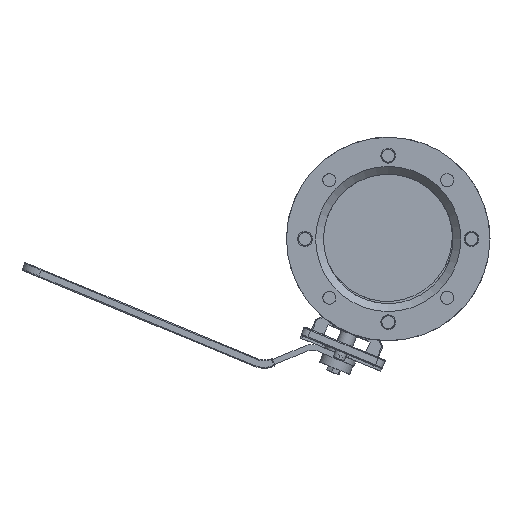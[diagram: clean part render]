
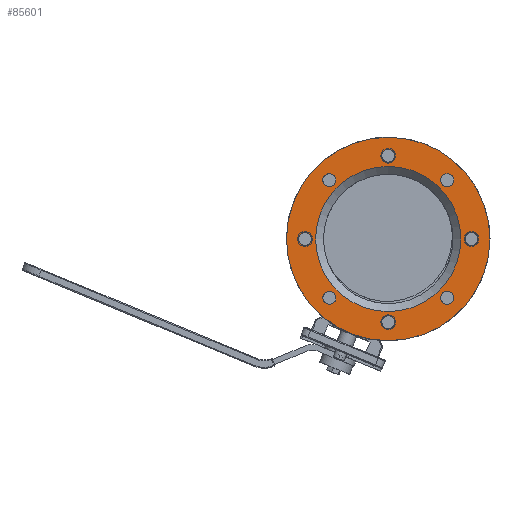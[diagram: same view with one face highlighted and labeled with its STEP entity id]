
A CAD part, front view. The second image highlights one B-rep face of the part: STEP entity #85601.
In plain terms, the highlighted planar face has unit normal (0, -1, 0).
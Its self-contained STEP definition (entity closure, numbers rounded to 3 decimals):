
#1103 = DIRECTION ( 'NONE',  ( 0., 0., 1. ) ) ;
#1308 = CARTESIAN_POINT ( 'NONE',  ( 12.304, -46.009, -59.353 ) ) ;
#1349 = AXIS2_PLACEMENT_3D ( 'NONE', #38321, #85556, #46331 ) ;
#1994 = DIRECTION ( 'NONE',  ( 0., 1., 0. ) ) ;
#2270 = AXIS2_PLACEMENT_3D ( 'NONE', #65362, #24738, #72110 ) ;
#3069 = CARTESIAN_POINT ( 'NONE',  ( 75.943, -46.009, 94.287 ) ) ;
#5204 = CARTESIAN_POINT ( 'NONE',  ( 139.583, -46.009, -59.353 ) ) ;
#5590 = DIRECTION ( 'NONE',  ( 0., 1., 0. ) ) ;
#6244 = FACE_BOUND ( 'NONE', #13902, .T. ) ;
#6458 = EDGE_CURVE ( 'NONE', #76592, #76592, #63981, .T. ) ;
#6581 = VERTEX_POINT ( 'NONE', #36991 ) ;
#8369 = FACE_BOUND ( 'NONE', #83297, .T. ) ;
#10102 = ORIENTED_EDGE ( 'NONE', *, *, #44556, .T. ) ;
#11650 = VERTEX_POINT ( 'NONE', #38353 ) ;
#11715 = CIRCLE ( 'NONE', #1349, 7. ) ;
#12903 = VERTEX_POINT ( 'NONE', #41369 ) ;
#13020 = CARTESIAN_POINT ( 'NONE',  ( 75.943, -46.009, -92.713 ) ) ;
#13902 = EDGE_LOOP ( 'NONE', ( #60042 ) ) ;
#14077 = ORIENTED_EDGE ( 'NONE', *, *, #70193, .T. ) ;
#15119 = CARTESIAN_POINT ( 'NONE',  ( 75.943, -46.009, 87.287 ) ) ;
#16949 = CIRCLE ( 'NONE', #26156, 7. ) ;
#18484 = CIRCLE ( 'NONE', #78821, 7. ) ;
#19132 = CARTESIAN_POINT ( 'NONE',  ( 75.943, -46.009, -85.713 ) ) ;
#19574 = EDGE_CURVE ( 'NONE', #6581, #6581, #21084, .T. ) ;
#19731 = AXIS2_PLACEMENT_3D ( 'NONE', #46225, #5590, #53074 ) ;
#19852 = DIRECTION ( 'NONE',  ( 0., 0., 1. ) ) ;
#21084 = CIRCLE ( 'NONE', #31814, 110. ) ;
#21517 = CARTESIAN_POINT ( 'NONE',  ( 12.304, -46.009, 67.927 ) ) ;
#21907 = DIRECTION ( 'NONE',  ( 0., 0., 1. ) ) ;
#24289 = FACE_BOUND ( 'NONE', #75491, .T. ) ;
#24738 = DIRECTION ( 'NONE',  ( 0., 1., 0. ) ) ;
#26156 = AXIS2_PLACEMENT_3D ( 'NONE', #13020, #60500, #19852 ) ;
#26430 = FACE_BOUND ( 'NONE', #83141, .T. ) ;
#27116 = DIRECTION ( 'NONE',  ( 0., 1., 0. ) ) ;
#27878 = AXIS2_PLACEMENT_3D ( 'NONE', #42631, #1994, #49419 ) ;
#28265 = CARTESIAN_POINT ( 'NONE',  ( 75.943, -46.009, -2.713 ) ) ;
#31059 = VERTEX_POINT ( 'NONE', #19132 ) ;
#31072 = EDGE_LOOP ( 'NONE', ( #62202 ) ) ;
#31073 = AXIS2_PLACEMENT_3D ( 'NONE', #67746, #27116, #74489 ) ;
#31814 = AXIS2_PLACEMENT_3D ( 'NONE', #82173, #41755, #1103 ) ;
#32799 = DIRECTION ( 'NONE',  ( 0., 1., 0. ) ) ;
#33011 = VERTEX_POINT ( 'NONE', #83550 ) ;
#35110 = DIRECTION ( 'NONE',  ( 0., 0., 1. ) ) ;
#36991 = CARTESIAN_POINT ( 'NONE',  ( 75.943, -46.009, 107.287 ) ) ;
#38321 = CARTESIAN_POINT ( 'NONE',  ( 139.583, -46.009, 60.927 ) ) ;
#38353 = CARTESIAN_POINT ( 'NONE',  ( 165.943, -46.009, 4.287 ) ) ;
#38610 = ORIENTED_EDGE ( 'NONE', *, *, #19574, .F. ) ;
#39054 = CARTESIAN_POINT ( 'NONE',  ( 154.443, -46.009, -2.713 ) ) ;
#39483 = CIRCLE ( 'NONE', #31073, 7. ) ;
#39640 = EDGE_CURVE ( 'NONE', #72226, #72226, #81271, .T. ) ;
#40229 = FACE_BOUND ( 'NONE', #78852, .T. ) ;
#41369 = CARTESIAN_POINT ( 'NONE',  ( -14.057, -46.009, 4.287 ) ) ;
#41755 = DIRECTION ( 'NONE',  ( 0., 1., 0. ) ) ;
#42631 = CARTESIAN_POINT ( 'NONE',  ( 12.304, -46.009, 60.927 ) ) ;
#44475 = FACE_BOUND ( 'NONE', #31072, .T. ) ;
#44556 = EDGE_CURVE ( 'NONE', #31059, #31059, #16949, .T. ) ;
#45855 = DIRECTION ( 'NONE',  ( 0., 0., 1. ) ) ;
#46225 = CARTESIAN_POINT ( 'NONE',  ( 12.304, -46.009, -66.353 ) ) ;
#46331 = DIRECTION ( 'NONE',  ( 0., 0., 1. ) ) ;
#47060 = ORIENTED_EDGE ( 'NONE', *, *, #74517, .T. ) ;
#48113 = EDGE_LOOP ( 'NONE', ( #79021 ) ) ;
#49419 = DIRECTION ( 'NONE',  ( 0., 0., 1. ) ) ;
#52418 = PLANE ( 'NONE',  #78432 ) ;
#53074 = DIRECTION ( 'NONE',  ( 0., 0., 1. ) ) ;
#54308 = VERTEX_POINT ( 'NONE', #1308 ) ;
#57810 = EDGE_CURVE ( 'NONE', #12903, #12903, #39483, .T. ) ;
#58285 = FACE_OUTER_BOUND ( 'NONE', #71661, .T. ) ;
#60042 = ORIENTED_EDGE ( 'NONE', *, *, #39640, .T. ) ;
#60408 = FACE_BOUND ( 'NONE', #60745, .T. ) ;
#60500 = DIRECTION ( 'NONE',  ( 0., 1., 0. ) ) ;
#60745 = EDGE_LOOP ( 'NONE', ( #47060 ) ) ;
#61003 = AXIS2_PLACEMENT_3D ( 'NONE', #28265, #75617, #35110 ) ;
#62202 = ORIENTED_EDGE ( 'NONE', *, *, #70412, .T. ) ;
#62506 = FACE_BOUND ( 'NONE', #73188, .T. ) ;
#62586 = DIRECTION ( 'NONE',  ( 0., 1., 0. ) ) ;
#63128 = EDGE_CURVE ( 'NONE', #54308, #54308, #65532, .T. ) ;
#63981 = CIRCLE ( 'NONE', #27878, 7. ) ;
#65362 = CARTESIAN_POINT ( 'NONE',  ( 139.583, -46.009, -66.353 ) ) ;
#65532 = CIRCLE ( 'NONE', #19731, 7. ) ;
#67687 = CIRCLE ( 'NONE', #82348, 7. ) ;
#67746 = CARTESIAN_POINT ( 'NONE',  ( -14.057, -46.009, -2.713 ) ) ;
#68718 = ORIENTED_EDGE ( 'NONE', *, *, #63128, .T. ) ;
#69044 = VERTEX_POINT ( 'NONE', #76782 ) ;
#70193 = EDGE_CURVE ( 'NONE', #69044, #69044, #74359, .T. ) ;
#70412 = EDGE_CURVE ( 'NONE', #33011, #33011, #11715, .T. ) ;
#71661 = EDGE_LOOP ( 'NONE', ( #38610 ) ) ;
#72110 = DIRECTION ( 'NONE',  ( 0., 0., 1. ) ) ;
#72226 = VERTEX_POINT ( 'NONE', #5204 ) ;
#73073 = ORIENTED_EDGE ( 'NONE', *, *, #57810, .T. ) ;
#73188 = EDGE_LOOP ( 'NONE', ( #68718 ) ) ;
#73203 = VERTEX_POINT ( 'NONE', #3069 ) ;
#73344 = CARTESIAN_POINT ( 'NONE',  ( 165.943, -46.009, -2.713 ) ) ;
#74359 = CIRCLE ( 'NONE', #61003, 78.5 ) ;
#74489 = DIRECTION ( 'NONE',  ( 0., 0., 1. ) ) ;
#74517 = EDGE_CURVE ( 'NONE', #73203, #73203, #67687, .T. ) ;
#75491 = EDGE_LOOP ( 'NONE', ( #73073 ) ) ;
#75617 = DIRECTION ( 'NONE',  ( 0., 1., 0. ) ) ;
#76187 = FACE_BOUND ( 'NONE', #48113, .T. ) ;
#76592 = VERTEX_POINT ( 'NONE', #21517 ) ;
#76782 = CARTESIAN_POINT ( 'NONE',  ( 75.943, -46.009, 75.787 ) ) ;
#78432 = AXIS2_PLACEMENT_3D ( 'NONE', #39054, #86287, #45855 ) ;
#78821 = AXIS2_PLACEMENT_3D ( 'NONE', #73344, #32799, #80048 ) ;
#78852 = EDGE_LOOP ( 'NONE', ( #14077 ) ) ;
#79021 = ORIENTED_EDGE ( 'NONE', *, *, #84095, .T. ) ;
#80048 = DIRECTION ( 'NONE',  ( 0., 0., 1. ) ) ;
#81271 = CIRCLE ( 'NONE', #2270, 7. ) ;
#82173 = CARTESIAN_POINT ( 'NONE',  ( 75.943, -46.009, -2.713 ) ) ;
#82348 = AXIS2_PLACEMENT_3D ( 'NONE', #15119, #62586, #21907 ) ;
#83141 = EDGE_LOOP ( 'NONE', ( #10102 ) ) ;
#83297 = EDGE_LOOP ( 'NONE', ( #84094 ) ) ;
#83550 = CARTESIAN_POINT ( 'NONE',  ( 139.583, -46.009, 67.927 ) ) ;
#84094 = ORIENTED_EDGE ( 'NONE', *, *, #6458, .T. ) ;
#84095 = EDGE_CURVE ( 'NONE', #11650, #11650, #18484, .T. ) ;
#85556 = DIRECTION ( 'NONE',  ( 0., 1., 0. ) ) ;
#85601 = ADVANCED_FACE ( 'NONE', ( #44475, #60408, #8369, #24289, #62506, #26430, #6244, #76187, #58285, #40229 ), #52418, .F. ) ;
#86287 = DIRECTION ( 'NONE',  ( 0., 1., 0. ) ) ;
